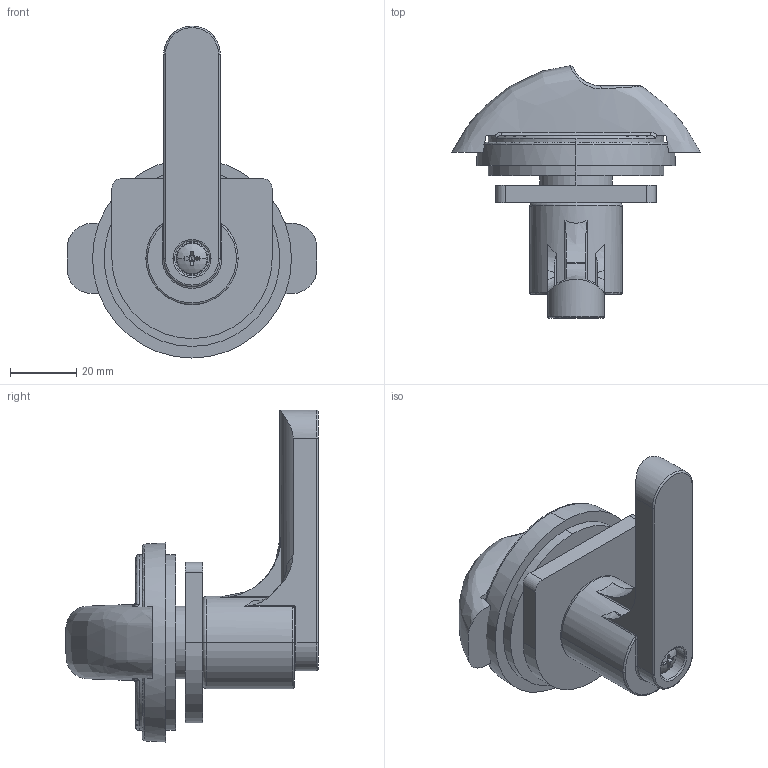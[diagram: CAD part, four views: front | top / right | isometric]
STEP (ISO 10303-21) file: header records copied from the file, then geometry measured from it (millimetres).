
FILE_DESCRIPTION (( 'STEP AP214' ), '1' );
FILE_NAME ('2699 Ute Canopy Window Latch, Lockable, Black.STEP', '2022-03-10T22:25:15', ( '' ), ( '' ), 'SwSTEP 2.0', 'SolidWorks 2021', '' );
FILE_SCHEMA (( 'AUTOMOTIVE_DESIGN' ));
Length unit declared in the file: millimetre
Products named in the file (7): Lock focus Ute conapy Lock-Sandwich plate; Lock focus Ute conapy Lock-Cam; cross recessed pan head screw_jis_JIS B 1111 Cross recessed pan head screw - M5 x 12 - Z --12N; 2699 Ute Canopy Window Latch, Lockable, Black; Lock focus Ute conapy Lock-Knob; Lock focus Ute conapy Lock-Sandwich plate 2; Lock focus Ute conapy Lock-Sandwich plate seal
Assembly tree (6 placements, depth 2):
  2699 Ute Canopy Window Latch, Lockable, Black
    Lock focus Ute conapy Lock-Sandwich plate 2
    Lock focus Ute conapy Lock-Knob
    Lock focus Ute conapy Lock-Sandwich plate seal
    Lock focus Ute conapy Lock-Sandwich plate
    Lock focus Ute conapy Lock-Cam
    cross recessed pan head screw_jis_JIS B 1111 Cross recessed pan head screw - M5 x 12 - Z --12N
Bounding box: 75.13 x 76.11 x 100.1 mm (x, y, z)
Volume: 89093.2 mm3; surface area: 41450.3 mm2
Topology: 6 solids, 6 shells, 215 faces, 538 edges, 344 vertices
Faces by surface type: plane 98, cylinder 69, bspline 21, torus 17, cone 8, sphere 2
Entity records: 8868 total; most frequent: CARTESIAN_POINT 3510, ORIENTED_EDGE 1072, DIRECTION 1050, EDGE_CURVE 536, AXIS2_PLACEMENT_3D 409, VERTEX_POINT 344, EDGE_LOOP 236, LINE 232
